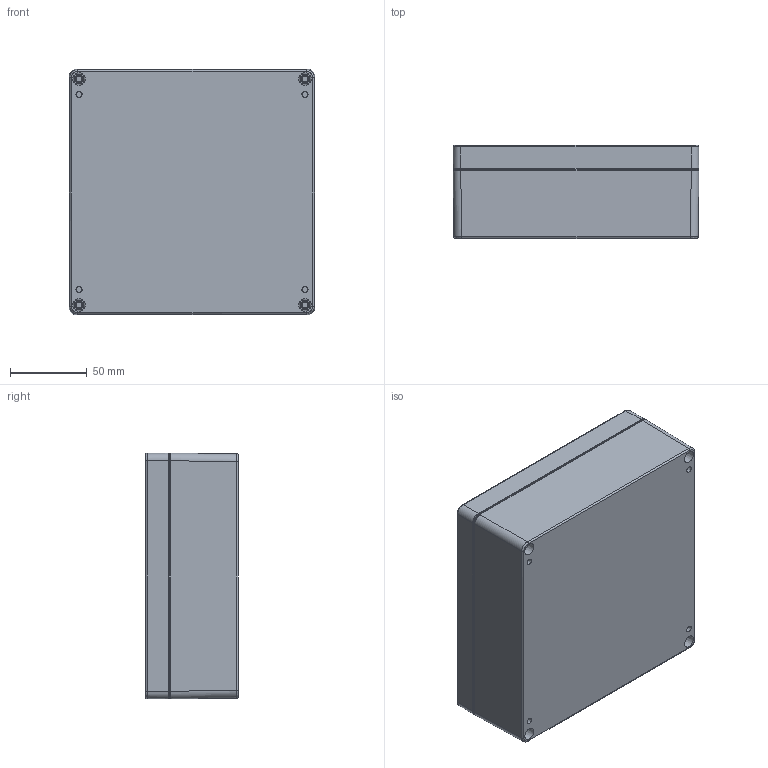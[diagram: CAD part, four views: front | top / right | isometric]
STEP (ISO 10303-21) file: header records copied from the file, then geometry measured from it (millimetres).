
FILE_DESCRIPTION (( 'STEP AP214' ), '1' );
FILE_NAME ('1554RGY.STEP', '2020-11-07T16:08:35', ( '' ), ( '' ), 'SwSTEP 2.0', 'SolidWorks 2019', '' );
FILE_SCHEMA (( 'AUTOMOTIVE_DESIGN' ));
Length unit declared in the file: inch
Products named in the file (1): 1554RGY
Bounding box: 160 x 60.5 x 160 mm (x, y, z)
Volume: 326928.7 mm3; surface area: 244219.9 mm2
Topology: 16 solids, 16 shells, 1384 faces, 3588 edges, 2322 vertices
Faces by surface type: bspline 424, plane 392, cylinder 352, cone 216
Full cylindrical faces by diameter (mm): 2 x8, 2.464 x4, 2.794 x4, 3.251 x4, 3.43 x4, 3.5 x4, 3.734 x4, 3.81 x12, 3.88 x4, 3.912 x4, 5.334 x4, 5.537 x8, 6.35 x8
Entity records: 52697 total; most frequent: CARTESIAN_POINT 21627, ORIENTED_EDGE 6784, DIRECTION 5508, EDGE_CURVE 3392, VERTEX_POINT 2274, AXIS2_PLACEMENT_3D 1981, EDGE_LOOP 1676, VECTOR 1546
